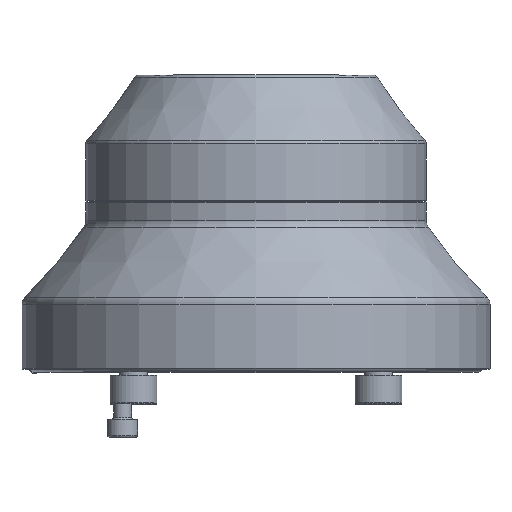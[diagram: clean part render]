
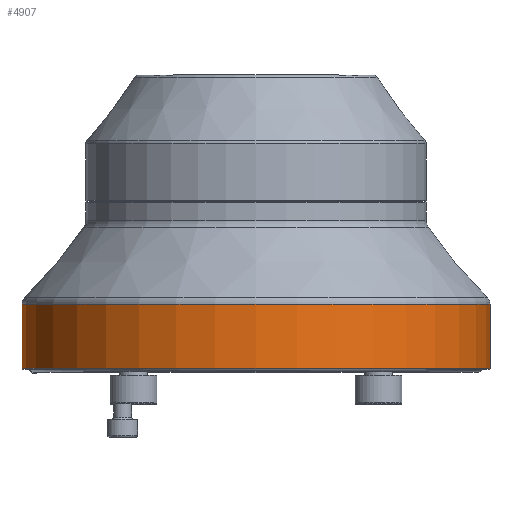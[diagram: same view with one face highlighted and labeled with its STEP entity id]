
A CAD part, top view. The second image highlights one B-rep face of the part: STEP entity #4907.
In plain terms, the highlighted cylindrical face has radius 65 mm (diameter 130 mm), a full revolution.
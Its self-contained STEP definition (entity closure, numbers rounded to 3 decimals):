
#58 = EDGE_CURVE ( 'NONE', #4297, #4297, #6960, .T. ) ;
#246 = AXIS2_PLACEMENT_3D ( 'NONE', #7060, #5496, #8426 ) ;
#1163 = CARTESIAN_POINT ( 'NONE',  ( 0., 0., 0. ) ) ;
#3474 = DIRECTION ( 'NONE',  ( 0., 1., 0. ) ) ;
#3614 = AXIS2_PLACEMENT_3D ( 'NONE', #9525, #3474, #7914 ) ;
#3787 = ORIENTED_EDGE ( 'NONE', *, *, #58, .T. ) ;
#4140 = FACE_OUTER_BOUND ( 'NONE', #7140, .T. ) ;
#4297 = VERTEX_POINT ( 'NONE', #7953 ) ;
#4678 = CARTESIAN_POINT ( 'NONE',  ( 0., 18., -65. ) ) ;
#4907 = ADVANCED_FACE ( 'NONE', ( #8500, #4140 ), #5765, .T. ) ;
#4982 = CIRCLE ( 'NONE', #246, 65. ) ;
#5496 = DIRECTION ( 'NONE',  ( 0., -1., 0. ) ) ;
#5615 = DIRECTION ( 'NONE',  ( 0., -1., 0. ) ) ;
#5765 = CYLINDRICAL_SURFACE ( 'NONE', #9254, 65. ) ;
#6960 = CIRCLE ( 'NONE', #3614, 65. ) ;
#7060 = CARTESIAN_POINT ( 'NONE',  ( 0., 18., 0. ) ) ;
#7140 = EDGE_LOOP ( 'NONE', ( #7233 ) ) ;
#7214 = EDGE_LOOP ( 'NONE', ( #3787 ) ) ;
#7233 = ORIENTED_EDGE ( 'NONE', *, *, #8481, .T. ) ;
#7271 = DIRECTION ( 'NONE',  ( 0., 0., -1. ) ) ;
#7914 = DIRECTION ( 'NONE',  ( 0., 0., -1. ) ) ;
#7953 = CARTESIAN_POINT ( 'NONE',  ( 0., 0.2, -65. ) ) ;
#8389 = VERTEX_POINT ( 'NONE', #4678 ) ;
#8426 = DIRECTION ( 'NONE',  ( 0., 0., -1. ) ) ;
#8481 = EDGE_CURVE ( 'NONE', #8389, #8389, #4982, .T. ) ;
#8500 = FACE_OUTER_BOUND ( 'NONE', #7214, .T. ) ;
#9254 = AXIS2_PLACEMENT_3D ( 'NONE', #1163, #5615, #7271 ) ;
#9525 = CARTESIAN_POINT ( 'NONE',  ( 0., 0.2, 0. ) ) ;
